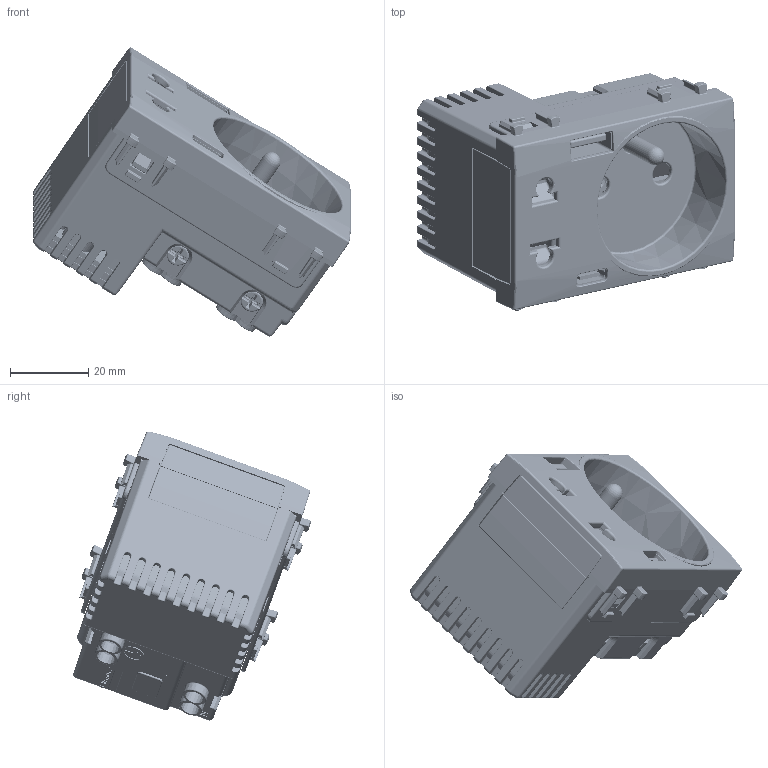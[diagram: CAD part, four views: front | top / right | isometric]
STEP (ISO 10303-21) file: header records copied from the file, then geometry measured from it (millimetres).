
FILE_DESCRIPTION(('CATIA V5 STEP Exchange'),'2;1');
FILE_NAME('44103392USB.stp','2024-03-19T07:51:29+00:00',('none'),('none'),'CATIA Version 5-6 Release 2016 SP6','CATIA V5 STEP AP203','none');
FILE_SCHEMA(('CONFIG_CONTROL_DESIGN'));
Products named in the file (2): STEP; DS2763_USB-C_ISOLATO
Assembly tree (26 placements, depth 3):
  STEP
    #57
    #10711
    DS2763_USB-C_ISOLATO
      #11591
      #18483
      #20239
      #21518
    #22634
    #30681  x2
    #42991  x3
    #44930  x3
    #45796
    #46991
    #84018
    #170173
    #176111
    #182049
    #267200  x2
    #272316
    #311955
Bounding box: 80.97 x 60.62 x 73.74 mm (x, y, z)
Volume: 49016.9 mm3; surface area: 78252.6 mm2
Topology: 33 solids, 33 shells, 9188 faces, 23077 edges, 13192 vertices
Faces by surface type: cylinder 3679, plane 2768, bspline 1323, sphere 699, torus 342, cone 311, extrusion 42, revolution 24
Entity records: 355607 total; most frequent: CARTESIAN_POINT 182719, ORIENTED_EDGE 40998, DIRECTION 25607, EDGE_CURVE 20499, VERTEX_POINT 12054, AXIS2_PLACEMENT_3D 10479, VECTOR 8879, LINE 8837
